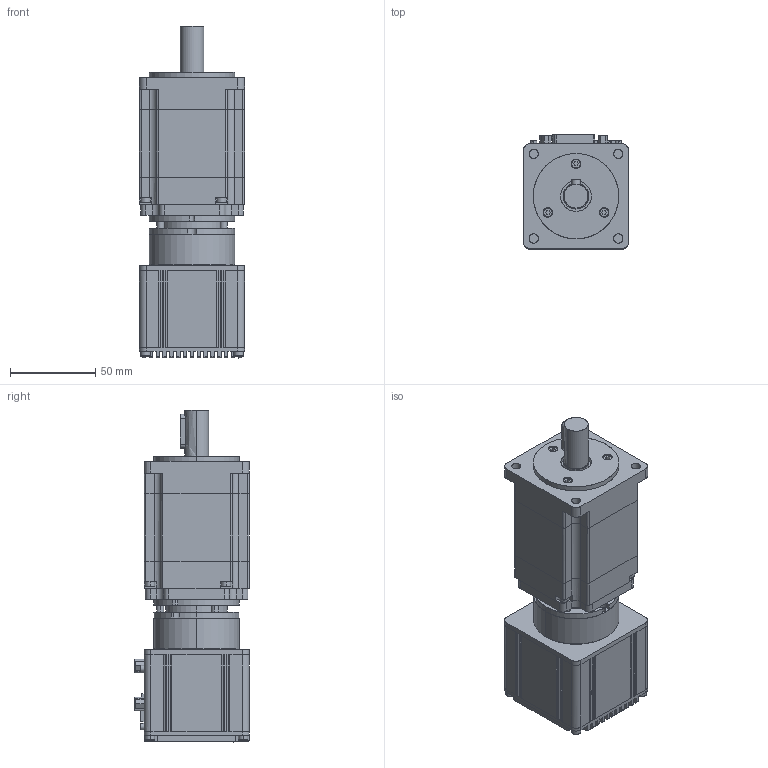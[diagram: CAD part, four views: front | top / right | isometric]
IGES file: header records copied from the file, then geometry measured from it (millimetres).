
Start section: SolidWorks IGES file using analytic representation for surfaces
Global section: file name: 0HSLIM7-150W+煞車.IGS; native system: SolidWorks 2010; preprocessor: SolidWorks 2010; author: Administrator; date: 140731.165341; units: millimetre
Bounding box: 61.5 x 66.9 x 194.35 mm (x, y, z)
Surface area: 73978.5 mm2 (no closed solid volume)
Topology: 0 solids, 0 shells, 813 faces, 9373 edges, 9373 vertices
Faces by surface type: bspline 523, revolution 290
